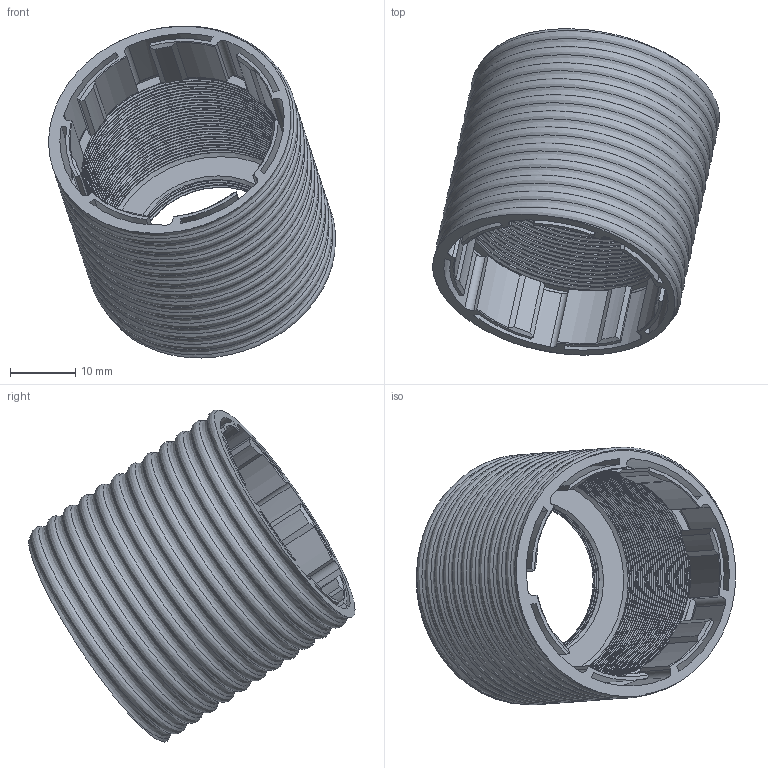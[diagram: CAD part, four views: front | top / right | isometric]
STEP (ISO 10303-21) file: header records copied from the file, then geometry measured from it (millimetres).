
FILE_DESCRIPTION(/* description */ (''),/* implementation_level */ '2;1');
FILE_NAME(/* name */ 'Tube PO.step',/* time_stamp */ '2025-11-07T05:39:46+01:00',/* author */ (''),/* organization */ (''),/* preprocessor_version */ 'ST-DEVELOPER v20.1',/* originating_system */ 'Autodesk Translation Framework v14.17.0.0',/* authorisation */ '');
FILE_SCHEMA (('AUTOMOTIVE_DESIGN { 1 0 10303 214 3 1 1 }'));
Length unit declared in the file: millimetre
Products named in the file (1): Tube PO
Bounding box: 44.01 x 50.06 x 50.97 mm (x, y, z)
Volume: 10587.1 mm3; surface area: 12780.8 mm2
Topology: 1 solids, 1 shells, 161 faces, 461 edges, 305 vertices
Faces by surface type: cylinder 102, plane 43, cone 10, bspline 6
Full cylindrical faces by diameter (mm): 23.283 x2, 24.129 x2, 32.283 x27, 33.129 x27, 35.118 x1
Entity records: 14799 total; most frequent: CARTESIAN_POINT 10847, ORIENTED_EDGE 922, DIRECTION 696, EDGE_CURVE 461, VERTEX_POINT 305, AXIS2_PLACEMENT_3D 252, LINE 192, VECTOR 192
